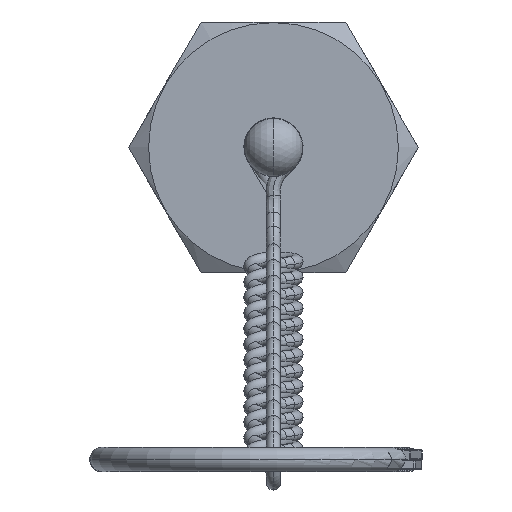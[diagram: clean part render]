
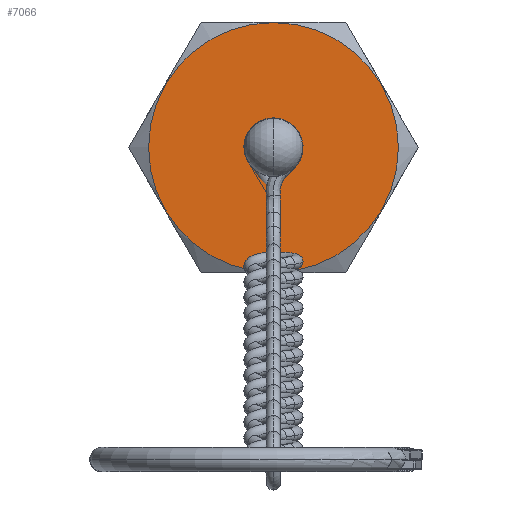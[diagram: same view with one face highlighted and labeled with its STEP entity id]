
A CAD part, left-side view. The second image highlights one B-rep face of the part: STEP entity #7066.
In plain terms, the highlighted planar face has unit normal (-1, 0, 0).
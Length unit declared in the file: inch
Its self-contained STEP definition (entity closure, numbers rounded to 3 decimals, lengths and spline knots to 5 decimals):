
#65 = ORIENTED_EDGE ( 'NONE', *, *, #12164, .F. ) ;
#764 = DIRECTION ( 'NONE',  ( 0., 0., -1. ) ) ;
#805 = DIRECTION ( 'NONE',  ( -1., 0., 0. ) ) ;
#828 = FACE_OUTER_BOUND ( 'NONE', #7379, .T. ) ;
#1106 = DIRECTION ( 'NONE',  ( -1., 0., 0. ) ) ;
#1367 = AXIS2_PLACEMENT_3D ( 'NONE', #5908, #805, #13394 ) ;
#1650 = FACE_BOUND ( 'NONE', #6261, .T. ) ;
#1948 = CIRCLE ( 'NONE', #1367, 0.06425 ) ;
#1983 = DIRECTION ( 'NONE',  ( 0., 0., 1. ) ) ;
#2621 = CIRCLE ( 'NONE', #8202, 0.06425 ) ;
#2797 = CARTESIAN_POINT ( 'NONE',  ( -0.435, 0., 0. ) ) ;
#3562 = DIRECTION ( 'NONE',  ( 0., 0., -1. ) ) ;
#3867 = ORIENTED_EDGE ( 'NONE', *, *, #4891, .F. ) ;
#4539 = PLANE ( 'NONE',  #5141 ) ;
#4591 = CARTESIAN_POINT ( 'NONE',  ( -0.435, 0.64952, 0. ) ) ;
#4668 = CARTESIAN_POINT ( 'NONE',  ( -0.435, 0., -0.06425 ) ) ;
#4891 = EDGE_CURVE ( 'NONE', #10397, #12229, #6542, .T. ) ;
#5141 = AXIS2_PLACEMENT_3D ( 'NONE', #4591, #12232, #3562 ) ;
#5158 = DIRECTION ( 'NONE',  ( 0., 0., -1. ) ) ;
#5578 = EDGE_CURVE ( 'NONE', #12229, #10397, #6195, .T. ) ;
#5908 = CARTESIAN_POINT ( 'NONE',  ( -0.435, 0., 0. ) ) ;
#6195 = CIRCLE ( 'NONE', #8552, 0.56 ) ;
#6261 = EDGE_LOOP ( 'NONE', ( #65, #10482 ) ) ;
#6331 = CARTESIAN_POINT ( 'NONE',  ( -0.435, 0., 0. ) ) ;
#6440 = CARTESIAN_POINT ( 'NONE',  ( -0.435, 0., 0.56 ) ) ;
#6442 = CARTESIAN_POINT ( 'NONE',  ( -0.435, 0., 0. ) ) ;
#6542 = CIRCLE ( 'NONE', #11425, 0.56 ) ;
#7066 = ADVANCED_FACE ( 'NONE', ( #1650, #828 ), #4539, .F. ) ;
#7379 = EDGE_LOOP ( 'NONE', ( #7687, #3867 ) ) ;
#7687 = ORIENTED_EDGE ( 'NONE', *, *, #5578, .F. ) ;
#8202 = AXIS2_PLACEMENT_3D ( 'NONE', #6442, #1106, #1983 ) ;
#8242 = DIRECTION ( 'NONE',  ( 1., 0., 0. ) ) ;
#8346 = DIRECTION ( 'NONE',  ( 1., 0., 0. ) ) ;
#8552 = AXIS2_PLACEMENT_3D ( 'NONE', #6331, #8346, #5158 ) ;
#10397 = VERTEX_POINT ( 'NONE', #6440 ) ;
#10482 = ORIENTED_EDGE ( 'NONE', *, *, #11590, .F. ) ;
#11425 = AXIS2_PLACEMENT_3D ( 'NONE', #2797, #8242, #764 ) ;
#11590 = EDGE_CURVE ( 'NONE', #13730, #13327, #1948, .T. ) ;
#11871 = CARTESIAN_POINT ( 'NONE',  ( -0.435, 0., -0.56 ) ) ;
#12164 = EDGE_CURVE ( 'NONE', #13327, #13730, #2621, .T. ) ;
#12229 = VERTEX_POINT ( 'NONE', #11871 ) ;
#12232 = DIRECTION ( 'NONE',  ( 1., 0., 0. ) ) ;
#13069 = CARTESIAN_POINT ( 'NONE',  ( -0.435, 0., 0.06425 ) ) ;
#13327 = VERTEX_POINT ( 'NONE', #13069 ) ;
#13394 = DIRECTION ( 'NONE',  ( 0., 0., 1. ) ) ;
#13730 = VERTEX_POINT ( 'NONE', #4668 ) ;
